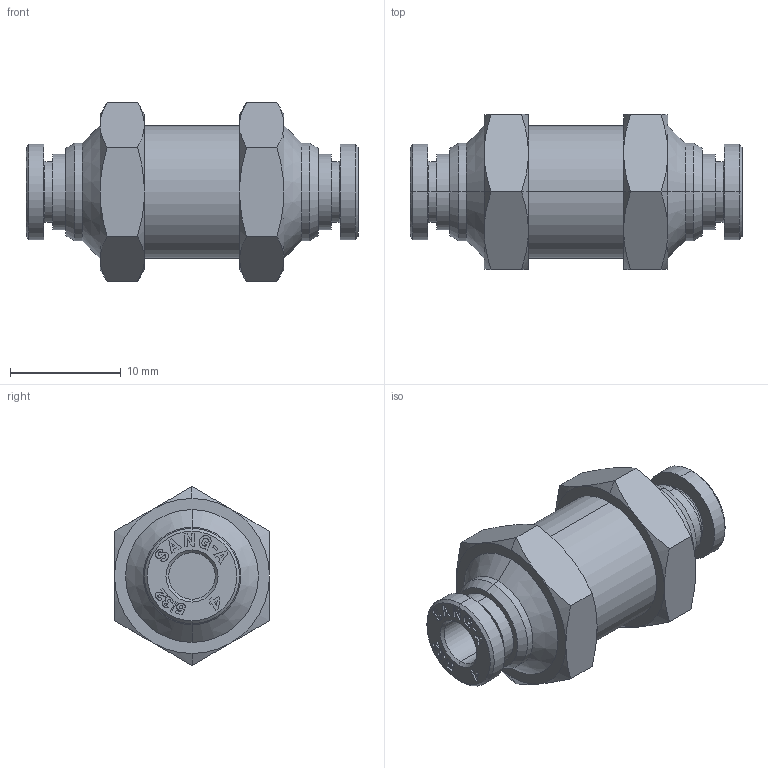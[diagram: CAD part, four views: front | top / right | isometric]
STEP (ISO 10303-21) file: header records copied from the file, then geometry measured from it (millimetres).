
FILE_DESCRIPTION((''),'2;1');
FILE_NAME('GPMM_04(3D).stp','2012-12-26T18:02:38',(''),(''),'Mechanical Desktop.R8.0.24.0','Mechanical Desktop.R8.0.24.0',', , ');
FILE_SCHEMA(('CONFIG_CONTROL_DESIGN'));
Length unit declared in the file: millimetre
Products named in the file (2): GPMM_04(3D); ºÎÇ°1
Assembly tree (1 placements, depth 2):
  GPMM_04(3D)
    ºÎÇ°1
Bounding box: 30 x 14 x 16.17 mm (x, y, z)
Volume: 2672.9 mm3; surface area: 1929.5 mm2
Topology: 1 solids, 1 shells, 820 faces, 2282 edges, 1504 vertices
Faces by surface type: plane 678, cone 52, bspline 52, cylinder 38
Entity records: 26599 total; most frequent: CARTESIAN_POINT 5588, ORIENTED_EDGE 4564, DIRECTION 4006, EDGE_CURVE 2282, VECTOR 2002, LINE 2002, VERTEX_POINT 1504, AXIS2_PLACEMENT_3D 1002
